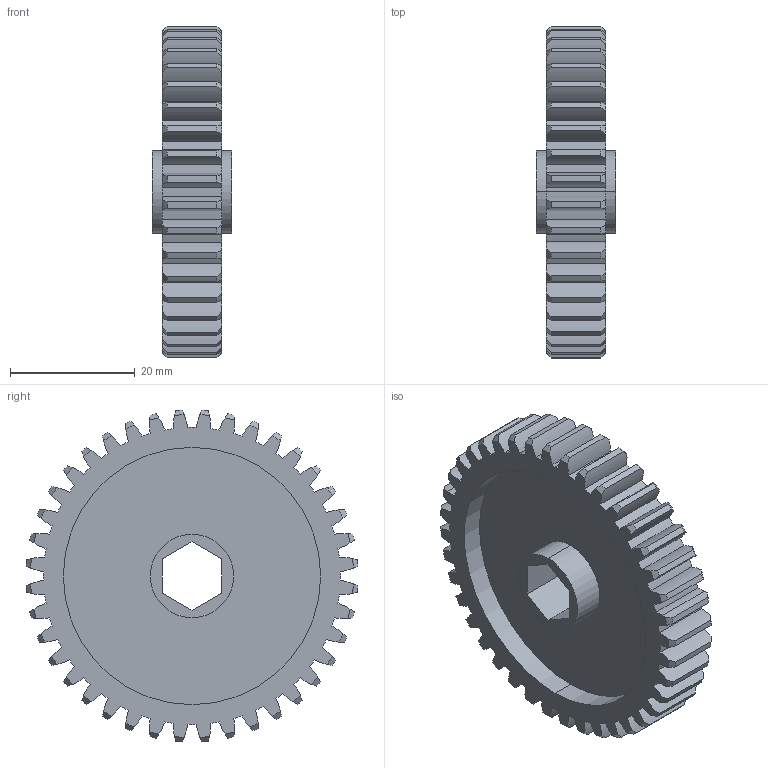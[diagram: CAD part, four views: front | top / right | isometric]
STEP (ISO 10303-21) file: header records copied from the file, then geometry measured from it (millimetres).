
FILE_DESCRIPTION (( 'STEP AP203' ), '1' );
FILE_NAME ('am-3976 40T 20DP 375hex 375 FW.STEP', '2018-10-11T14:44:24', ( '' ), ( '' ), 'SwSTEP 2.0', 'SolidWorks 2018', '' );
FILE_SCHEMA (( 'CONFIG_CONTROL_DESIGN' ));
Length unit declared in the file: inch
Products named in the file (1): am-3976 40T 20DP 375hex 375 FW
Bounding box: 12.7 x 53.24 x 53.24 mm (x, y, z)
Volume: 10004.2 mm3; surface area: 8656.7 mm2
Topology: 1 solids, 1 shells, 263 faces, 771 edges, 514 vertices
Faces by surface type: cylinder 171, cone 80, plane 12
Entity records: 9210 total; most frequent: CARTESIAN_POINT 2029, DIRECTION 1561, ORIENTED_EDGE 1542, EDGE_CURVE 771, AXIS2_PLACEMENT_3D 686, VERTEX_POINT 514, CIRCLE 422, EDGE_LOOP 269
